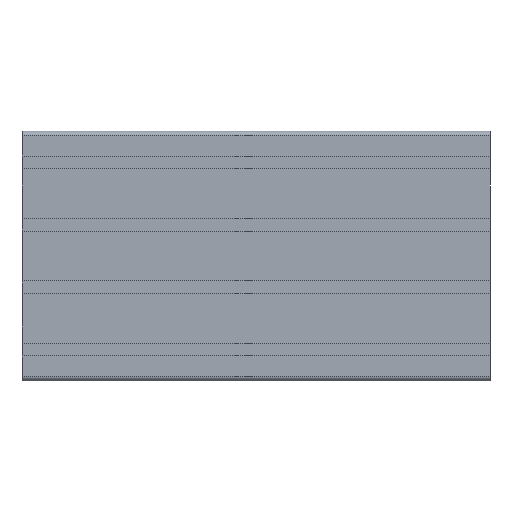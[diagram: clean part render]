
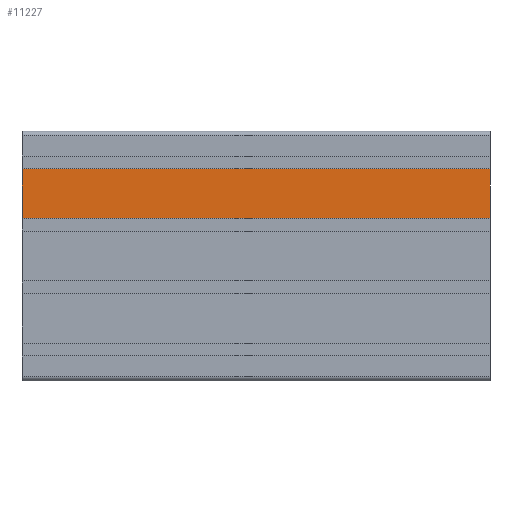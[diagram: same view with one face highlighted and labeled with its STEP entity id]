
A CAD part, left-side view. The second image highlights one B-rep face of the part: STEP entity #11227.
In plain terms, the highlighted face is planar.
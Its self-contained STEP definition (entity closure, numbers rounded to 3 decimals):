
#739 = DIRECTION ( 'NONE',  ( 0., 1., 0. ) ) ;
#741 = CARTESIAN_POINT ( 'NONE',  ( 40., 55.9, -300. ) ) ;
#747 = DIRECTION ( 'NONE',  ( 0., 0., 1. ) ) ;
#762 = LINE ( 'NONE', #741, #9696 ) ;
#797 = DIRECTION ( 'NONE',  ( 0., 1., 0. ) ) ;
#798 = LINE ( 'NONE', #801, #9726 ) ;
#801 = CARTESIAN_POINT ( 'NONE',  ( 40., 24.1, 0. ) ) ;
#1328 = CARTESIAN_POINT ( 'NONE',  ( 40., 24.1, 0. ) ) ;
#1332 = CARTESIAN_POINT ( 'NONE',  ( 40., 55.9, 0. ) ) ;
#1420 = CARTESIAN_POINT ( 'NONE',  ( 40., 55.9, -300. ) ) ;
#1421 = CARTESIAN_POINT ( 'NONE',  ( 40., 24.1, -300. ) ) ;
#1717 = CARTESIAN_POINT ( 'NONE',  ( 40., 24.1, -300. ) ) ;
#1722 = CARTESIAN_POINT ( 'NONE',  ( 40., 24.1, -300. ) ) ;
#1726 = LINE ( 'NONE', #1717, #9699 ) ;
#1732 = LINE ( 'NONE', #1722, #9700 ) ;
#1744 = DIRECTION ( 'NONE',  ( 0., 0., 1. ) ) ;
#4302 = EDGE_LOOP ( 'NONE', ( #9112, #9125, #9148, #9109 ) ) ;
#5942 = PLANE ( 'NONE',  #9211 ) ;
#5946 = CARTESIAN_POINT ( 'NONE',  ( 40., 24.1, -300. ) ) ;
#5975 = FACE_OUTER_BOUND ( 'NONE', #4302, .T. ) ;
#5983 = DIRECTION ( 'NONE',  ( 0., 0., -1. ) ) ;
#5985 = DIRECTION ( 'NONE',  ( 1., 0., 0. ) ) ;
#9109 = ORIENTED_EDGE ( 'NONE', *, *, #11651, .T. ) ;
#9112 = ORIENTED_EDGE ( 'NONE', *, *, #11666, .F. ) ;
#9125 = ORIENTED_EDGE ( 'NONE', *, *, #11642, .F. ) ;
#9148 = ORIENTED_EDGE ( 'NONE', *, *, #11647, .T. ) ;
#9211 = AXIS2_PLACEMENT_3D ( 'NONE', #5946, #5985, #5983 ) ;
#9696 = VECTOR ( 'NONE', #747, 1000. ) ;
#9699 = VECTOR ( 'NONE', #739, 1000. ) ;
#9700 = VECTOR ( 'NONE', #1744, 1000. ) ;
#9726 = VECTOR ( 'NONE', #797, 1000. ) ;
#11227 = ADVANCED_FACE ( 'PLANAR_72', ( #5975 ), #5942, .T. ) ;
#11642 = EDGE_CURVE ( 'NONE', #12371, #12313, #1732, .T. ) ;
#11647 = EDGE_CURVE ( 'NONE', #12371, #12380, #1726, .T. ) ;
#11651 = EDGE_CURVE ( 'NONE', #12380, #12329, #762, .T. ) ;
#11666 = EDGE_CURVE ( 'NONE', #12313, #12329, #798, .T. ) ;
#12313 = VERTEX_POINT ( 'NONE', #1328 ) ;
#12329 = VERTEX_POINT ( 'NONE', #1332 ) ;
#12371 = VERTEX_POINT ( 'NONE', #1421 ) ;
#12380 = VERTEX_POINT ( 'NONE', #1420 ) ;
